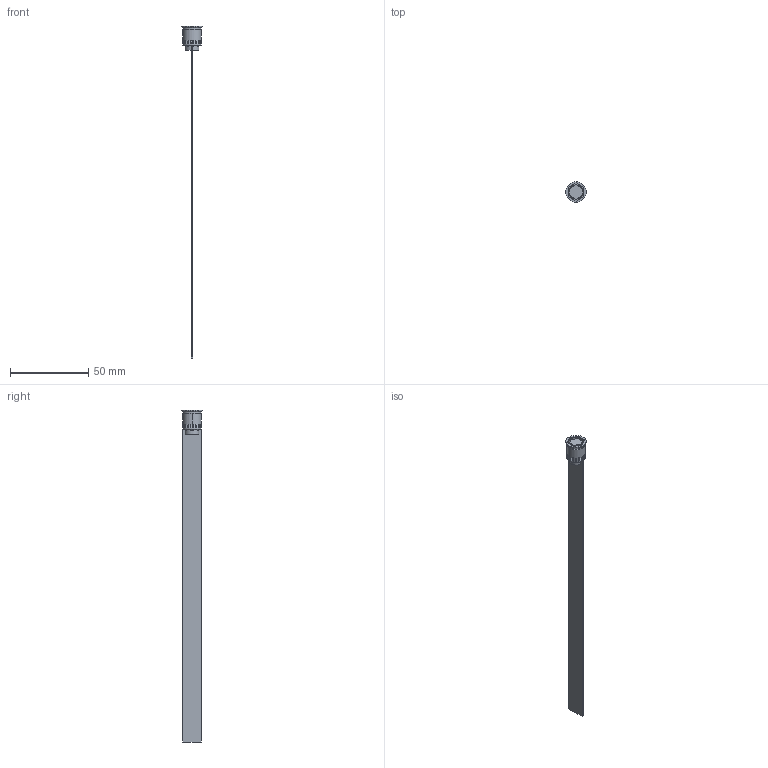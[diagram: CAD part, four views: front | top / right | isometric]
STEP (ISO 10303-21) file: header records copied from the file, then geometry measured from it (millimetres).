
FILE_DESCRIPTION (( 'STEP AP203' ), '1' );
FILE_NAME ('3d3b.STEP', '2023-09-26T23:31:52', ( '' ), ( '' ), 'SwSTEP 2.0', 'SolidWorks 2019', '' );
FILE_SCHEMA (( 'CONFIG_CONTROL_DESIGN' ));
Length unit declared in the file: millimetre
Products named in the file (1): 3d3b
Bounding box: 13 x 13 x 212.5 mm (x, y, z)
Volume: 4041.5 mm3; surface area: 6554.7 mm2
Topology: 3 solids, 3 shells, 90 faces, 190 edges, 117 vertices
Faces by surface type: plane 39, cylinder 28, torus 12, cone 11
Entity records: 2490 total; most frequent: DIRECTION 459, CARTESIAN_POINT 410, ORIENTED_EDGE 380, EDGE_CURVE 190, AXIS2_PLACEMENT_3D 182, VERTEX_POINT 117, EDGE_LOOP 101, VECTOR 95
